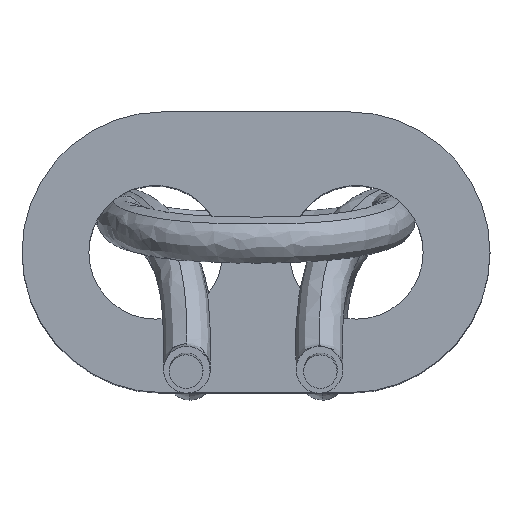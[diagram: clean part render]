
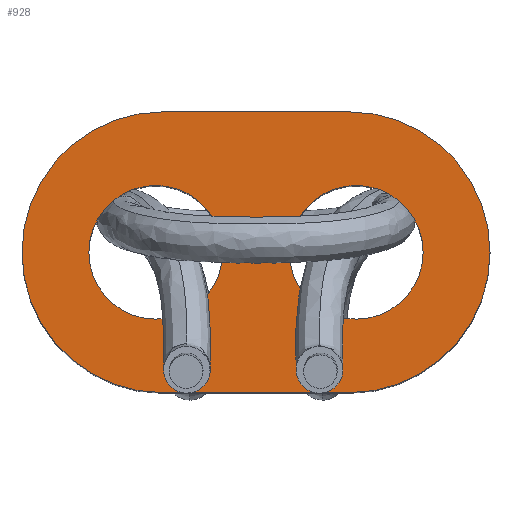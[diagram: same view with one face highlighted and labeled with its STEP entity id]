
A CAD part, top view. The second image highlights one B-rep face of the part: STEP entity #928.
In plain terms, the highlighted planar face has unit normal (0, 0, 1).
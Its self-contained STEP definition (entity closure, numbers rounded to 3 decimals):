
#47 = ORIENTED_EDGE ( 'NONE', *, *, #1493, .T. ) ;
#53 = DIRECTION ( 'NONE',  ( -1., 0., 0. ) ) ;
#63 = EDGE_LOOP ( 'NONE', ( #483, #549, #47, #641, #95 ) ) ;
#95 = ORIENTED_EDGE ( 'NONE', *, *, #828, .T. ) ;
#190 = DIRECTION ( 'NONE',  ( -1., 0., 0. ) ) ;
#193 = ORIENTED_EDGE ( 'NONE', *, *, #647, .T. ) ;
#249 = CARTESIAN_POINT ( 'NONE',  ( -1.4, 0., 6.2 ) ) ;
#279 = ORIENTED_EDGE ( 'NONE', *, *, #1614, .T. ) ;
#304 = EDGE_LOOP ( 'NONE', ( #279, #1570 ) ) ;
#316 = EDGE_CURVE ( 'NONE', #884, #1084, #697, .T. ) ;
#339 = CARTESIAN_POINT ( 'NONE',  ( -2.5, 0., 6.2 ) ) ;
#365 = EDGE_CURVE ( 'NONE', #1561, #1552, #1549, .T. ) ;
#377 = VERTEX_POINT ( 'NONE', #339 ) ;
#407 = AXIS2_PLACEMENT_3D ( 'NONE', #1524, #1130, #53 ) ;
#429 = CIRCLE ( 'NONE', #1477, 1. ) ;
#455 = DIRECTION ( 'NONE',  ( -1., 0., 0. ) ) ;
#458 = CIRCLE ( 'NONE', #1063, 2.1 ) ;
#480 = FACE_OUTER_BOUND ( 'NONE', #63, .T. ) ;
#483 = ORIENTED_EDGE ( 'NONE', *, *, #617, .F. ) ;
#506 = DIRECTION ( 'NONE',  ( -1., 0., 0. ) ) ;
#507 = AXIS2_PLACEMENT_3D ( 'NONE', #931, #781, #506 ) ;
#518 = CARTESIAN_POINT ( 'NONE',  ( -1.5, 0., 6.2 ) ) ;
#545 = CARTESIAN_POINT ( 'NONE',  ( 1.4, 2.1, 6.2 ) ) ;
#549 = ORIENTED_EDGE ( 'NONE', *, *, #365, .T. ) ;
#561 = EDGE_CURVE ( 'NONE', #816, #1333, #1393, .T. ) ;
#583 = CARTESIAN_POINT ( 'NONE',  ( -1.5, 0., 6.2 ) ) ;
#586 = CARTESIAN_POINT ( 'NONE',  ( -1.4, 2.1, 6.2 ) ) ;
#603 = CARTESIAN_POINT ( 'NONE',  ( -1.4, -2.1, 6.2 ) ) ;
#609 = DIRECTION ( 'NONE',  ( -1., 0., 0. ) ) ;
#617 = EDGE_CURVE ( 'NONE', #1561, #1115, #458, .T. ) ;
#641 = ORIENTED_EDGE ( 'NONE', *, *, #561, .T. ) ;
#647 = EDGE_CURVE ( 'NONE', #377, #1001, #1034, .T. ) ;
#648 = CARTESIAN_POINT ( 'NONE',  ( -0.5, 0., 6.2 ) ) ;
#664 = DIRECTION ( 'NONE',  ( 1., 0., 0. ) ) ;
#697 = CIRCLE ( 'NONE', #1684, 1. ) ;
#711 = PLANE ( 'NONE',  #782 ) ;
#770 = DIRECTION ( 'NONE',  ( 0., 0., 1. ) ) ;
#781 = DIRECTION ( 'NONE',  ( 0., 0., 1. ) ) ;
#782 = AXIS2_PLACEMENT_3D ( 'NONE', #249, #770, #920 ) ;
#804 = CARTESIAN_POINT ( 'NONE',  ( -1.4, -2.1, 6.2 ) ) ;
#806 = VECTOR ( 'NONE', #664, 1000. ) ;
#816 = VERTEX_POINT ( 'NONE', #1082 ) ;
#823 = CARTESIAN_POINT ( 'NONE',  ( 1.4, -2.1, 6.2 ) ) ;
#826 = EDGE_LOOP ( 'NONE', ( #193, #1658 ) ) ;
#828 = EDGE_CURVE ( 'NONE', #1333, #1115, #1666, .T. ) ;
#846 = DIRECTION ( 'NONE',  ( -1., 0., 0. ) ) ;
#884 = VERTEX_POINT ( 'NONE', #1550 ) ;
#903 = AXIS2_PLACEMENT_3D ( 'NONE', #1714, #1420, #609 ) ;
#920 = DIRECTION ( 'NONE',  ( 1., 0., 0. ) ) ;
#923 = DIRECTION ( 'NONE',  ( -1., 0., 0. ) ) ;
#928 = ADVANCED_FACE ( 'NONE', ( #1707, #480, #1431 ), #711, .T. ) ;
#931 = CARTESIAN_POINT ( 'NONE',  ( -1.4, 0., 6.2 ) ) ;
#1001 = VERTEX_POINT ( 'NONE', #648 ) ;
#1034 = CIRCLE ( 'NONE', #1330, 1. ) ;
#1040 = CARTESIAN_POINT ( 'NONE',  ( 1.4, 0., 6.2 ) ) ;
#1053 = DIRECTION ( 'NONE',  ( 0., 0., -1. ) ) ;
#1063 = AXIS2_PLACEMENT_3D ( 'NONE', #1040, #1462, #1337 ) ;
#1082 = CARTESIAN_POINT ( 'NONE',  ( -3.5, 0., 6.2 ) ) ;
#1084 = VERTEX_POINT ( 'NONE', #1248 ) ;
#1115 = VERTEX_POINT ( 'NONE', #823 ) ;
#1130 = DIRECTION ( 'NONE',  ( 0., 0., 1. ) ) ;
#1158 = CIRCLE ( 'NONE', #407, 2.1 ) ;
#1247 = DIRECTION ( 'NONE',  ( 0., 0., -1. ) ) ;
#1248 = CARTESIAN_POINT ( 'NONE',  ( 0.5, 0., 6.2 ) ) ;
#1264 = CARTESIAN_POINT ( 'NONE',  ( -1.4, 2.1, 6.2 ) ) ;
#1278 = DIRECTION ( 'NONE',  ( 0., 0., -1. ) ) ;
#1310 = CIRCLE ( 'NONE', #903, 1. ) ;
#1330 = AXIS2_PLACEMENT_3D ( 'NONE', #518, #1053, #923 ) ;
#1333 = VERTEX_POINT ( 'NONE', #603 ) ;
#1337 = DIRECTION ( 'NONE',  ( -1., 0., 0. ) ) ;
#1393 = CIRCLE ( 'NONE', #507, 2.1 ) ;
#1420 = DIRECTION ( 'NONE',  ( 0., 0., -1. ) ) ;
#1431 = FACE_BOUND ( 'NONE', #826, .T. ) ;
#1454 = EDGE_CURVE ( 'NONE', #1001, #377, #429, .T. ) ;
#1462 = DIRECTION ( 'NONE',  ( 0., 0., -1. ) ) ;
#1477 = AXIS2_PLACEMENT_3D ( 'NONE', #583, #1247, #455 ) ;
#1493 = EDGE_CURVE ( 'NONE', #1552, #816, #1158, .T. ) ;
#1524 = CARTESIAN_POINT ( 'NONE',  ( -1.4, 0., 6.2 ) ) ;
#1549 = LINE ( 'NONE', #586, #1685 ) ;
#1550 = CARTESIAN_POINT ( 'NONE',  ( 2.5, 0., 6.2 ) ) ;
#1552 = VERTEX_POINT ( 'NONE', #1264 ) ;
#1561 = VERTEX_POINT ( 'NONE', #545 ) ;
#1570 = ORIENTED_EDGE ( 'NONE', *, *, #316, .T. ) ;
#1579 = CARTESIAN_POINT ( 'NONE',  ( 1.5, 0., 6.2 ) ) ;
#1614 = EDGE_CURVE ( 'NONE', #1084, #884, #1310, .T. ) ;
#1658 = ORIENTED_EDGE ( 'NONE', *, *, #1454, .T. ) ;
#1666 = LINE ( 'NONE', #804, #806 ) ;
#1684 = AXIS2_PLACEMENT_3D ( 'NONE', #1579, #1278, #190 ) ;
#1685 = VECTOR ( 'NONE', #846, 1000. ) ;
#1707 = FACE_BOUND ( 'NONE', #304, .T. ) ;
#1714 = CARTESIAN_POINT ( 'NONE',  ( 1.5, 0., 6.2 ) ) ;
